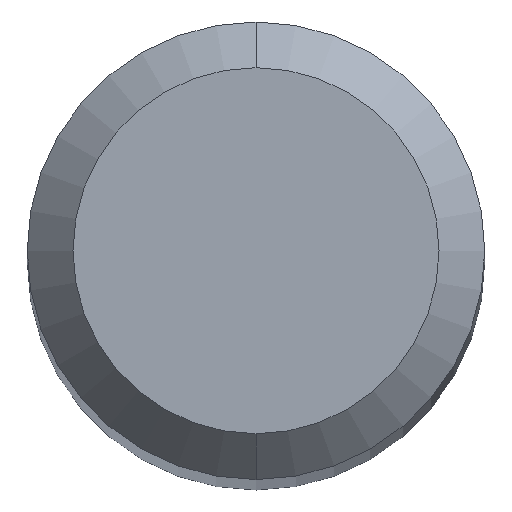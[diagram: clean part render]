
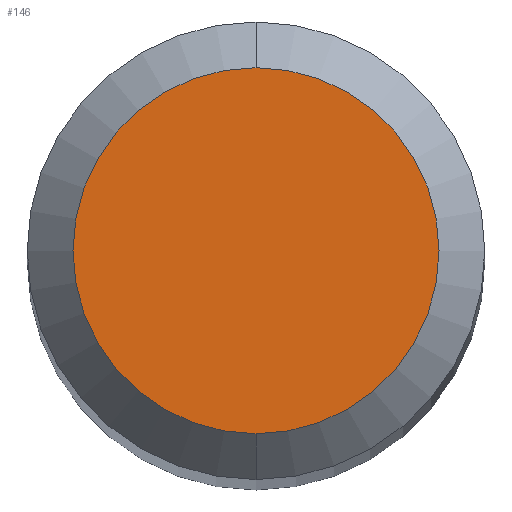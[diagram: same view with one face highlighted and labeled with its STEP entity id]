
A CAD part, top view. The second image highlights one B-rep face of the part: STEP entity #146.
In plain terms, the highlighted planar face has unit normal (0, 0, 1).
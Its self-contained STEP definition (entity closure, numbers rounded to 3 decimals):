
#2 = EDGE_CURVE ( 'NONE', #122, #193, #152, .T. ) ;
#21 = ORIENTED_EDGE ( 'NONE', *, *, #88, .T. ) ;
#23 = DIRECTION ( 'NONE',  ( 0., 0., 1. ) ) ;
#53 = AXIS2_PLACEMENT_3D ( 'NONE', #154, #111, #99 ) ;
#88 = EDGE_CURVE ( 'NONE', #193, #122, #195, .T. ) ;
#93 = CARTESIAN_POINT ( 'NONE',  ( 0., 3.969, 0. ) ) ;
#99 = DIRECTION ( 'NONE',  ( 0., 1., 0. ) ) ;
#110 = AXIS2_PLACEMENT_3D ( 'NONE', #128, #23, #129 ) ;
#111 = DIRECTION ( 'NONE',  ( 0., 0., 1. ) ) ;
#113 = DIRECTION ( 'NONE',  ( 0., 1., 0. ) ) ;
#114 = ORIENTED_EDGE ( 'NONE', *, *, #2, .T. ) ;
#122 = VERTEX_POINT ( 'NONE', #93 ) ;
#128 = CARTESIAN_POINT ( 'NONE',  ( 0., 0., 0. ) ) ;
#129 = DIRECTION ( 'NONE',  ( 0., 1., 0. ) ) ;
#130 = DIRECTION ( 'NONE',  ( 0., 0., -1. ) ) ;
#134 = EDGE_LOOP ( 'NONE', ( #114, #21 ) ) ;
#144 = CARTESIAN_POINT ( 'NONE',  ( 0., -3.969, 0. ) ) ;
#146 = ADVANCED_FACE ( 'NONE', ( #203 ), #210, .F. ) ;
#152 = CIRCLE ( 'NONE', #110, 3.969 ) ;
#154 = CARTESIAN_POINT ( 'NONE',  ( 0., 0., 0. ) ) ;
#169 = CARTESIAN_POINT ( 'NONE',  ( 0., 4.961, 0. ) ) ;
#193 = VERTEX_POINT ( 'NONE', #144 ) ;
#195 = CIRCLE ( 'NONE', #53, 3.969 ) ;
#196 = AXIS2_PLACEMENT_3D ( 'NONE', #169, #130, #113 ) ;
#203 = FACE_OUTER_BOUND ( 'NONE', #134, .T. ) ;
#210 = PLANE ( 'NONE',  #196 ) ;
